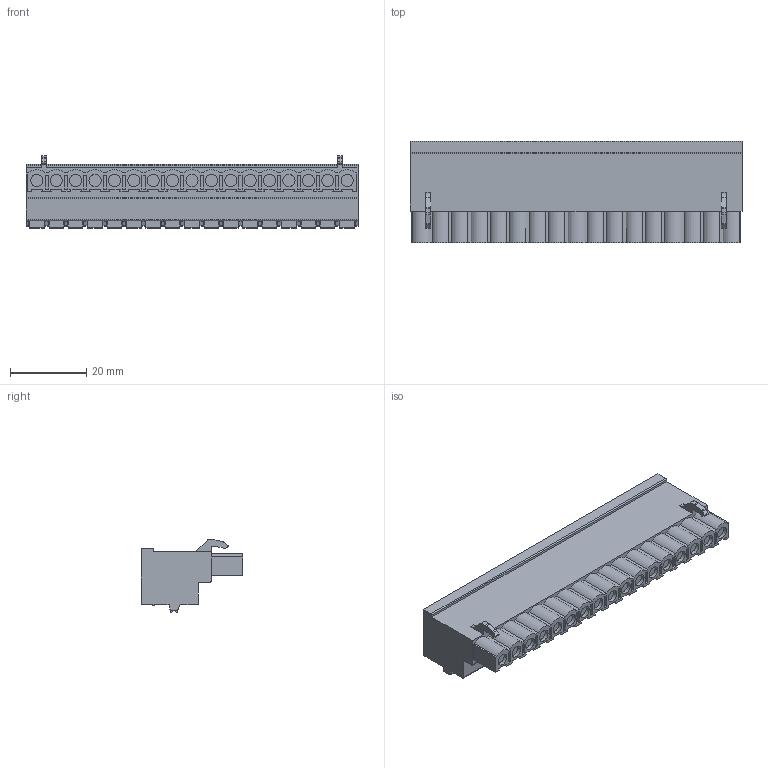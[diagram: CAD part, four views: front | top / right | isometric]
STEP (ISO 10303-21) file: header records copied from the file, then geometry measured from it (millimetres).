
FILE_DESCRIPTION((''),'2;1');
FILE_NAME('3333','2024-09-27T14:17:08',('tluser'),(''),'CREO PARAMETRIC BY PTC INC, 2018100','CREO PARAMETRIC BY PTC INC, 2018100','');
FILE_SCHEMA(('CONFIG_CONTROL_DESIGN'));
Length unit declared in the file: millimetre
Products named in the file (1): 3333
Bounding box: 86.98 x 26.6 x 19.01 mm (x, y, z)
Volume: 23654.5 mm3; surface area: 9847.8 mm2
Topology: 1 solids, 1 shells, 963 faces, 2484 edges, 1656 vertices
Faces by surface type: plane 651, cylinder 312
Entity records: 29340 total; most frequent: CARTESIAN_POINT 5103, DIRECTION 5034, ORIENTED_EDGE 4968, EDGE_CURVE 2484, VECTOR 1860, LINE 1860, VERTEX_POINT 1656, AXIS2_PLACEMENT_3D 1587
